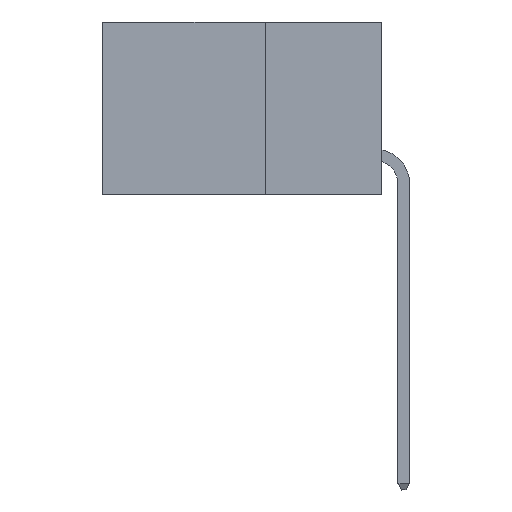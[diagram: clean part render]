
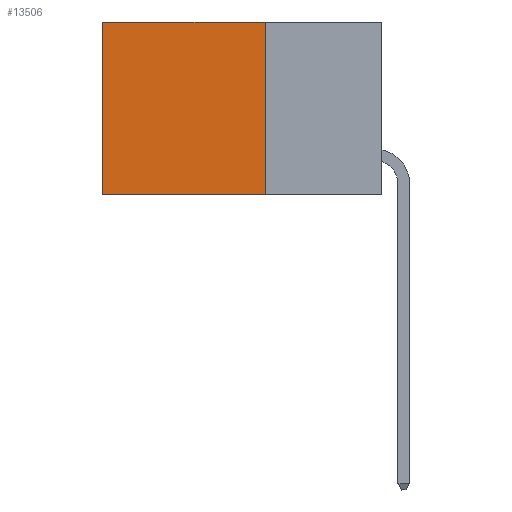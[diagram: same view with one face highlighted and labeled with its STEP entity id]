
A CAD part, left-side view. The second image highlights one B-rep face of the part: STEP entity #13506.
In plain terms, the highlighted planar face has unit normal (-1, 0, 0).
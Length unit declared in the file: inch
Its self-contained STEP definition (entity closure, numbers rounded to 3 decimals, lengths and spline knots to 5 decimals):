
#932 = DIRECTION ( 'NONE',  ( 0., 0., -1. ) ) ;
#1736 = CARTESIAN_POINT ( 'NONE',  ( 0.2875, 0.25, -0.37 ) ) ;
#1866 = CARTESIAN_POINT ( 'NONE',  ( 0.2875, 0.25, 0. ) ) ;
#2226 = DIRECTION ( 'NONE',  ( 0., 1., 0. ) ) ;
#2881 = EDGE_CURVE ( 'NONE', #5495, #23711, #17907, .T. ) ;
#3567 = DIRECTION ( 'NONE',  ( 0., 0., -1. ) ) ;
#5495 = VERTEX_POINT ( 'NONE', #27654 ) ;
#5832 = VERTEX_POINT ( 'NONE', #31263 ) ;
#5901 = ORIENTED_EDGE ( 'NONE', *, *, #8625, .F. ) ;
#6477 = EDGE_CURVE ( 'NONE', #23480, #5832, #19265, .T. ) ;
#8079 = EDGE_CURVE ( 'NONE', #23480, #5495, #25365, .T. ) ;
#8625 = EDGE_CURVE ( 'NONE', #5832, #23711, #25297, .T. ) ;
#9773 = DIRECTION ( 'NONE',  ( 1., 0., 0. ) ) ;
#10276 = VECTOR ( 'NONE', #29791, 39.37008 ) ;
#10438 = VECTOR ( 'NONE', #30208, 39.37008 ) ;
#11631 = VECTOR ( 'NONE', #2226, 39.37008 ) ;
#13506 = ADVANCED_FACE ( 'NONE', ( #23063 ), #23972, .F. ) ;
#14140 = EDGE_LOOP ( 'NONE', ( #35338, #5901, #30724, #33521 ) ) ;
#17907 = LINE ( 'NONE', #22122, #10438 ) ;
#19265 = LINE ( 'NONE', #29148, #35686 ) ;
#21039 = CARTESIAN_POINT ( 'NONE',  ( 0.2875, 0.6, -0.37 ) ) ;
#22122 = CARTESIAN_POINT ( 'NONE',  ( 0.2875, 0.6, 0. ) ) ;
#23063 = FACE_OUTER_BOUND ( 'NONE', #14140, .T. ) ;
#23480 = VERTEX_POINT ( 'NONE', #25433 ) ;
#23711 = VERTEX_POINT ( 'NONE', #21039 ) ;
#23846 = CARTESIAN_POINT ( 'NONE',  ( 0.2875, 0.25, 0. ) ) ;
#23972 = PLANE ( 'NONE',  #33042 ) ;
#25297 = LINE ( 'NONE', #1736, #10276 ) ;
#25365 = LINE ( 'NONE', #1866, #11631 ) ;
#25433 = CARTESIAN_POINT ( 'NONE',  ( 0.2875, 0.25, 0. ) ) ;
#27654 = CARTESIAN_POINT ( 'NONE',  ( 0.2875, 0.6, 0. ) ) ;
#29148 = CARTESIAN_POINT ( 'NONE',  ( 0.2875, 0.25, 0. ) ) ;
#29791 = DIRECTION ( 'NONE',  ( 0., 1., 0. ) ) ;
#30208 = DIRECTION ( 'NONE',  ( 0., 0., -1. ) ) ;
#30724 = ORIENTED_EDGE ( 'NONE', *, *, #6477, .F. ) ;
#31263 = CARTESIAN_POINT ( 'NONE',  ( 0.2875, 0.25, -0.37 ) ) ;
#33042 = AXIS2_PLACEMENT_3D ( 'NONE', #23846, #9773, #932 ) ;
#33521 = ORIENTED_EDGE ( 'NONE', *, *, #8079, .T. ) ;
#35338 = ORIENTED_EDGE ( 'NONE', *, *, #2881, .T. ) ;
#35686 = VECTOR ( 'NONE', #3567, 39.37008 ) ;
